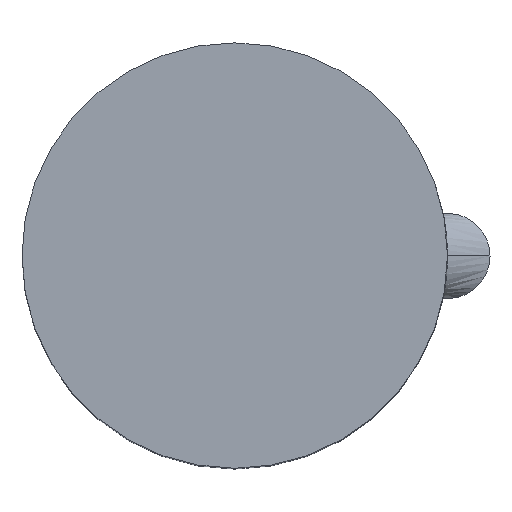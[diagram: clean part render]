
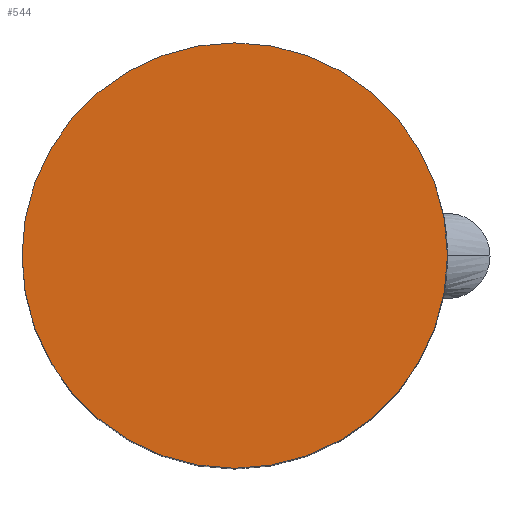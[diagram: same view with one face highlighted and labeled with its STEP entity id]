
A CAD part, top view. The second image highlights one B-rep face of the part: STEP entity #544.
In plain terms, the highlighted planar face has unit normal (0, 0, 1).
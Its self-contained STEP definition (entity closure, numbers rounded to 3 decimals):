
#59 = CYLINDRICAL_SURFACE('',#60,50.);
#60 = AXIS2_PLACEMENT_3D('',#61,#62,#63);
#61 = CARTESIAN_POINT('',(0.,0.,0.));
#62 = DIRECTION('',(-0.,-0.,-1.));
#63 = DIRECTION('',(1.,0.,0.));
#164 = VERTEX_POINT('',#165);
#165 = CARTESIAN_POINT('',(50.,0.,120.));
#186 = EDGE_CURVE('',#164,#164,#187,.T.);
#187 = SURFACE_CURVE('',#188,(#193,#200),.PCURVE_S1.);
#188 = CIRCLE('',#189,50.);
#189 = AXIS2_PLACEMENT_3D('',#190,#191,#192);
#190 = CARTESIAN_POINT('',(0.,0.,120.));
#191 = DIRECTION('',(0.,0.,1.));
#192 = DIRECTION('',(1.,0.,0.));
#193 = PCURVE('',#59,#194);
#194 = DEFINITIONAL_REPRESENTATION('',(#195),#199);
#195 = LINE('',#196,#197);
#196 = CARTESIAN_POINT('',(-0.,-120.));
#197 = VECTOR('',#198,1.);
#198 = DIRECTION('',(-1.,0.));
#199 = ( GEOMETRIC_REPRESENTATION_CONTEXT(2) 
PARAMETRIC_REPRESENTATION_CONTEXT() REPRESENTATION_CONTEXT('2D SPACE',''
  ) );
#200 = PCURVE('',#201,#206);
#201 = PLANE('',#202);
#202 = AXIS2_PLACEMENT_3D('',#203,#204,#205);
#203 = CARTESIAN_POINT('',(0.,0.,120.));
#204 = DIRECTION('',(0.,0.,1.));
#205 = DIRECTION('',(1.,0.,-0.));
#206 = DEFINITIONAL_REPRESENTATION('',(#207),#211);
#207 = CIRCLE('',#208,50.);
#208 = AXIS2_PLACEMENT_2D('',#209,#210);
#209 = CARTESIAN_POINT('',(0.,0.));
#210 = DIRECTION('',(1.,0.));
#211 = ( GEOMETRIC_REPRESENTATION_CONTEXT(2) 
PARAMETRIC_REPRESENTATION_CONTEXT() REPRESENTATION_CONTEXT('2D SPACE',''
  ) );
#544 = ADVANCED_FACE('',(#545),#201,.T.);
#545 = FACE_BOUND('',#546,.T.);
#546 = EDGE_LOOP('',(#547));
#547 = ORIENTED_EDGE('',*,*,#186,.T.);
